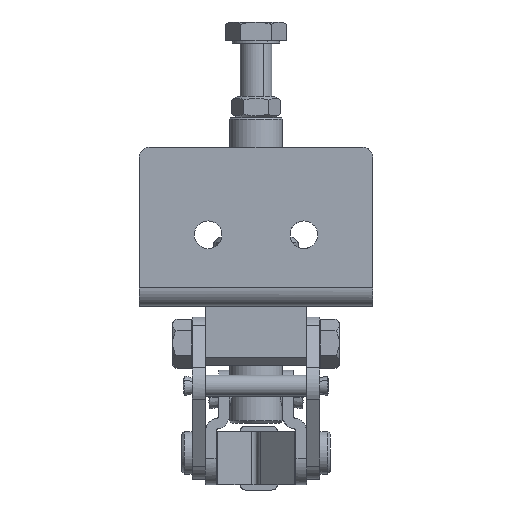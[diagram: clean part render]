
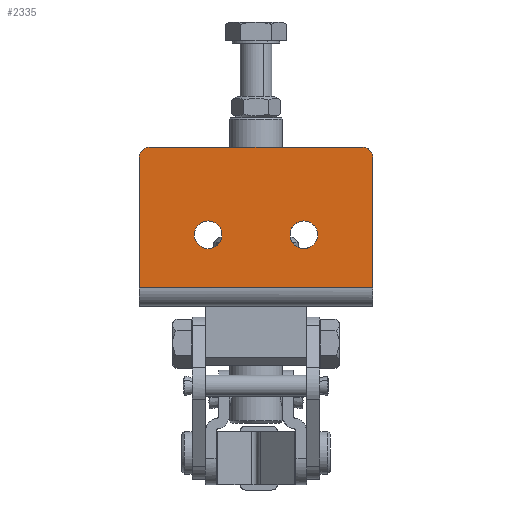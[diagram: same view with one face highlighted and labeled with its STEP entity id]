
A CAD part, front view. The second image highlights one B-rep face of the part: STEP entity #2335.
In plain terms, the highlighted planar face has unit normal (0, -1, 0).
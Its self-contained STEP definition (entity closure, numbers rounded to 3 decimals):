
#2254=AXIS2_PLACEMENT_3D('Plane Axis2P3D',#2251,#2252,#2253) ;
#2258=AXIS2_PLACEMENT_3D('Circle Axis2P3D',#2256,#2257,$) ;
#2274=AXIS2_PLACEMENT_3D('Circle Axis2P3D',#2272,#2273,$) ;
#2281=AXIS2_PLACEMENT_3D('Circle Axis2P3D',#2279,#2280,$) ;
#2286=AXIS2_PLACEMENT_3D('Circle Axis2P3D',#2284,#2285,$) ;
#2301=AXIS2_PLACEMENT_3D('Circle Axis2P3D',#2299,#2300,$) ;
#2310=AXIS2_PLACEMENT_3D('Circle Axis2P3D',#2308,#2309,$) ;
#2319=AXIS2_PLACEMENT_3D('Circle Axis2P3D',#2317,#2318,$) ;
#2328=AXIS2_PLACEMENT_3D('Circle Axis2P3D',#2326,#2327,$) ;
#2001=CARTESIAN_POINT('Vertex',(-17.444,7.833,3.5)) ;
#2004=CARTESIAN_POINT('Line Origine',(-17.444,7.833,15.75)) ;
#2008=CARTESIAN_POINT('Vertex',(-17.444,7.833,28.)) ;
#2074=CARTESIAN_POINT('Vertex',(26.556,7.833,28.)) ;
#2079=CARTESIAN_POINT('Line Origine',(26.556,7.833,15.75)) ;
#2083=CARTESIAN_POINT('Vertex',(26.556,7.833,3.5)) ;
#2239=CARTESIAN_POINT('Line Origine',(4.556,7.833,3.5)) ;
#2251=CARTESIAN_POINT('Axis2P3D Location',(4.556,7.833,16.)) ;
#2256=CARTESIAN_POINT('Axis2P3D Location',(24.556,7.833,28.)) ;
#2260=CARTESIAN_POINT('Vertex',(24.556,7.833,30.)) ;
#2262=CARTESIAN_POINT('Vertex',(25.97,7.833,29.414)) ;
#2265=CARTESIAN_POINT('Line Origine',(4.556,7.833,30.)) ;
#2269=CARTESIAN_POINT('Vertex',(-15.444,7.833,30.)) ;
#2272=CARTESIAN_POINT('Axis2P3D Location',(-15.444,7.833,28.)) ;
#2276=CARTESIAN_POINT('Vertex',(-16.859,7.833,29.414)) ;
#2279=CARTESIAN_POINT('Axis2P3D Location',(-15.444,7.833,28.)) ;
#2284=CARTESIAN_POINT('Axis2P3D Location',(24.556,7.833,28.)) ;
#2299=CARTESIAN_POINT('Axis2P3D Location',(13.556,7.833,13.5)) ;
#2303=CARTESIAN_POINT('Vertex',(16.156,7.833,13.5)) ;
#2305=CARTESIAN_POINT('Vertex',(10.956,7.833,13.5)) ;
#2308=CARTESIAN_POINT('Axis2P3D Location',(13.556,7.833,13.5)) ;
#2317=CARTESIAN_POINT('Axis2P3D Location',(-4.444,7.833,13.5)) ;
#2321=CARTESIAN_POINT('Vertex',(-1.844,7.833,13.5)) ;
#2323=CARTESIAN_POINT('Vertex',(-7.044,7.833,13.5)) ;
#2326=CARTESIAN_POINT('Axis2P3D Location',(-4.444,7.833,13.5)) ;
#2005=DIRECTION('Vector Direction',(0.,0.,1.)) ;
#2080=DIRECTION('Vector Direction',(0.,0.,-1.)) ;
#2240=DIRECTION('Vector Direction',(-1.,0.,0.)) ;
#2252=DIRECTION('Axis2P3D Direction',(0.,1.,0.)) ;
#2253=DIRECTION('Axis2P3D XDirection',(0.,0.,1.)) ;
#2257=DIRECTION('Axis2P3D Direction',(0.,1.,0.)) ;
#2266=DIRECTION('Vector Direction',(1.,0.,0.)) ;
#2273=DIRECTION('Axis2P3D Direction',(0.,1.,0.)) ;
#2280=DIRECTION('Axis2P3D Direction',(0.,1.,0.)) ;
#2285=DIRECTION('Axis2P3D Direction',(0.,1.,0.)) ;
#2300=DIRECTION('Axis2P3D Direction',(0.,1.,0.)) ;
#2309=DIRECTION('Axis2P3D Direction',(0.,1.,0.)) ;
#2318=DIRECTION('Axis2P3D Direction',(0.,1.,0.)) ;
#2327=DIRECTION('Axis2P3D Direction',(0.,1.,0.)) ;
#2006=VECTOR('Line Direction',#2005,1.) ;
#2081=VECTOR('Line Direction',#2080,1.) ;
#2241=VECTOR('Line Direction',#2240,1.) ;
#2267=VECTOR('Line Direction',#2266,1.) ;
#2290=ORIENTED_EDGE('',*,*,#2264,.F.) ;
#2291=ORIENTED_EDGE('',*,*,#2271,.F.) ;
#2292=ORIENTED_EDGE('',*,*,#2278,.F.) ;
#2293=ORIENTED_EDGE('',*,*,#2283,.F.) ;
#2294=ORIENTED_EDGE('',*,*,#2010,.F.) ;
#2295=ORIENTED_EDGE('',*,*,#2243,.T.) ;
#2296=ORIENTED_EDGE('',*,*,#2085,.F.) ;
#2297=ORIENTED_EDGE('',*,*,#2288,.F.) ;
#2314=ORIENTED_EDGE('',*,*,#2307,.T.) ;
#2315=ORIENTED_EDGE('',*,*,#2312,.T.) ;
#2332=ORIENTED_EDGE('',*,*,#2325,.T.) ;
#2333=ORIENTED_EDGE('',*,*,#2330,.T.) ;
#2316=FACE_BOUND('',#2313,.T.) ;
#2334=FACE_BOUND('',#2331,.T.) ;
#2335=ADVANCED_FACE('SCHUBSTANGENSPANNER_TS_P_100_357878',(#2298,#2316,#2334),#2255,.F.) ;
#2259=CIRCLE('generated circle',#2258,2.) ;
#2275=CIRCLE('generated circle',#2274,2.) ;
#2282=CIRCLE('generated circle',#2281,2.) ;
#2287=CIRCLE('generated circle',#2286,2.) ;
#2302=CIRCLE('generated circle',#2301,2.6) ;
#2311=CIRCLE('generated circle',#2310,2.6) ;
#2320=CIRCLE('generated circle',#2319,2.6) ;
#2329=CIRCLE('generated circle',#2328,2.6) ;
#2010=EDGE_CURVE('',#2002,#2009,#2007,.T.) ;
#2085=EDGE_CURVE('',#2075,#2084,#2082,.T.) ;
#2243=EDGE_CURVE('',#2002,#2084,#2242,.F.) ;
#2264=EDGE_CURVE('',#2261,#2263,#2259,.T.) ;
#2271=EDGE_CURVE('',#2270,#2261,#2268,.T.) ;
#2278=EDGE_CURVE('',#2277,#2270,#2275,.T.) ;
#2283=EDGE_CURVE('',#2009,#2277,#2282,.T.) ;
#2288=EDGE_CURVE('',#2263,#2075,#2287,.T.) ;
#2307=EDGE_CURVE('',#2304,#2306,#2302,.T.) ;
#2312=EDGE_CURVE('',#2306,#2304,#2311,.T.) ;
#2325=EDGE_CURVE('',#2322,#2324,#2320,.T.) ;
#2330=EDGE_CURVE('',#2324,#2322,#2329,.T.) ;
#2289=EDGE_LOOP('',(#2290,#2291,#2292,#2293,#2294,#2295,#2296,#2297)) ;
#2313=EDGE_LOOP('',(#2314,#2315)) ;
#2331=EDGE_LOOP('',(#2332,#2333)) ;
#2298=FACE_OUTER_BOUND('',#2289,.T.) ;
#2007=LINE('Line',#2004,#2006) ;
#2082=LINE('Line',#2079,#2081) ;
#2242=LINE('Line',#2239,#2241) ;
#2268=LINE('Line',#2265,#2267) ;
#2255=PLANE('Plane',#2254) ;
#2002=VERTEX_POINT('',#2001) ;
#2009=VERTEX_POINT('',#2008) ;
#2075=VERTEX_POINT('',#2074) ;
#2084=VERTEX_POINT('',#2083) ;
#2261=VERTEX_POINT('',#2260) ;
#2263=VERTEX_POINT('',#2262) ;
#2270=VERTEX_POINT('',#2269) ;
#2277=VERTEX_POINT('',#2276) ;
#2304=VERTEX_POINT('',#2303) ;
#2306=VERTEX_POINT('',#2305) ;
#2322=VERTEX_POINT('',#2321) ;
#2324=VERTEX_POINT('',#2323) ;
